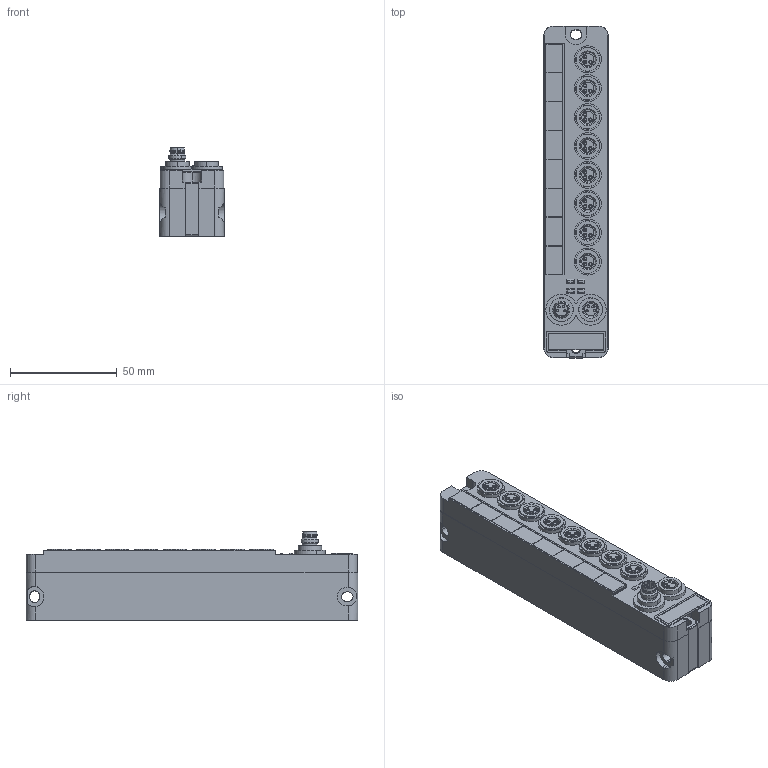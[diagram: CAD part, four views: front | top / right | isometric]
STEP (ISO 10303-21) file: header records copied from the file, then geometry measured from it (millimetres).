
FILE_DESCRIPTION(('CATIA V5 STEP Exchange','CAx-IF Rec.Pracs.--- Model Styling and Organization---1.5--- 2016-08-15','CAx-IF Rec.Pracs.---Supplemental Geometry---1.0---2011-11-01','CAx-IF Rec.Pracs.--- Composite Materials ---1.1---2010-07-15'),'2;1');
FILE_NAME ('D1459604_0', '2024-09-02T07:44:45+00:00', ('none'), ('Weidmueller'), 'CATIA Version 5-6 Release 2022 SP4 HF5', 'CATIA V5 STEP AP214 v3', 'none');
FILE_SCHEMA(('AUTOMOTIVE_DESIGN { 1 0 10303 214 1 1 1 1 }'));
Length unit declared in the file: millimetre
Products named in the file (1): S3D_SAI_AU_M8_SB_8DI
Bounding box: 30 x 155.13 x 41.35 mm (x, y, z)
Volume: 143332.8 mm3; surface area: 31972.5 mm2
Topology: 1 solids, 1 shells, 663 faces, 1606 edges, 1028 vertices
Faces by surface type: plane 325, cylinder 231, cone 107
Entity records: 19288 total; most frequent: CARTESIAN_POINT 4323, ORIENTED_EDGE 3212, DIRECTION 2303, EDGE_CURVE 1606, VERTEX_POINT 1028, VECTOR 986, LINE 986, AXIS2_PLACEMENT_3D 918
